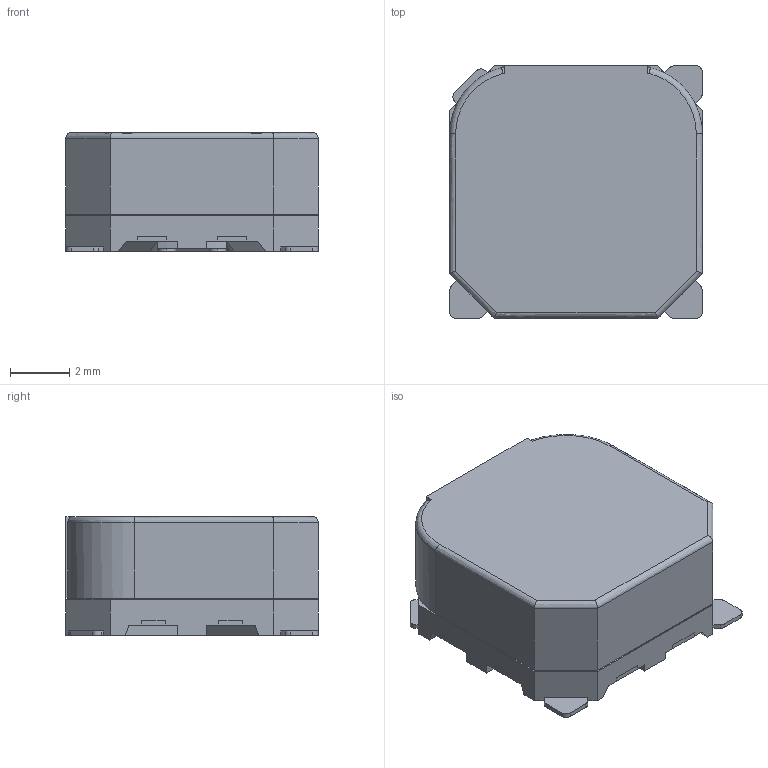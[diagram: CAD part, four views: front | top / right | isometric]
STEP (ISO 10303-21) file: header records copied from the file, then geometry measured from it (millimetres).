
FILE_DESCRIPTION(('FreeCAD Model'),'2;1');
FILE_NAME('Fusion.step','2017-09-25T17:08:48',( 'kicad StepUp'),('ksu MCAD'),'Open CASCADE STEP processor 6.8', 'FreeCAD','Unknown');
FILE_SCHEMA(('AUTOMOTIVE_DESIGN_CC2 { 1 2 10303 214 -1 1 5 4 }'));
Length unit declared in the file: millimetre
Products named in the file (2): ASSEMBLY; Fusion
Assembly tree (1 placements, depth 2):
  ASSEMBLY
    Fusion
Bounding box: 8.5 x 8.5 x 4 mm (x, y, z)
Volume: 111.5 mm3; surface area: 456.2 mm2
Topology: 1 solids, 1 shells, 153 faces, 453 edges, 304 vertices
Faces by surface type: bspline 153
Entity records: 6273 total; most frequent: CARTESIAN_POINT 2568, ORIENTED_EDGE 906, EDGE_CURVE 453, B_SPLINE_CURVE_WITH_KNOTS 355, VERTEX_POINT 304, FACE_BOUND 155, EDGE_LOOP 155, ADVANCED_FACE 153
